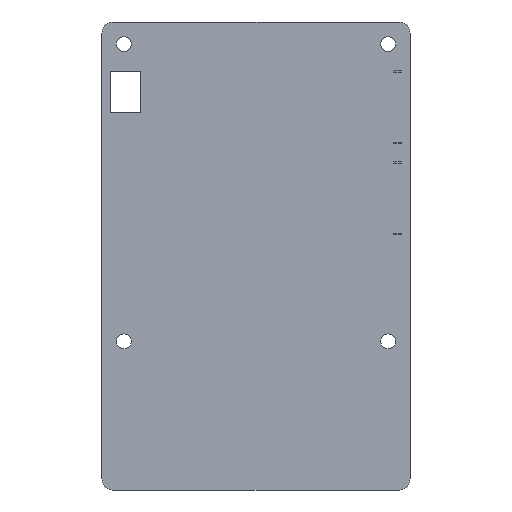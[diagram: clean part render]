
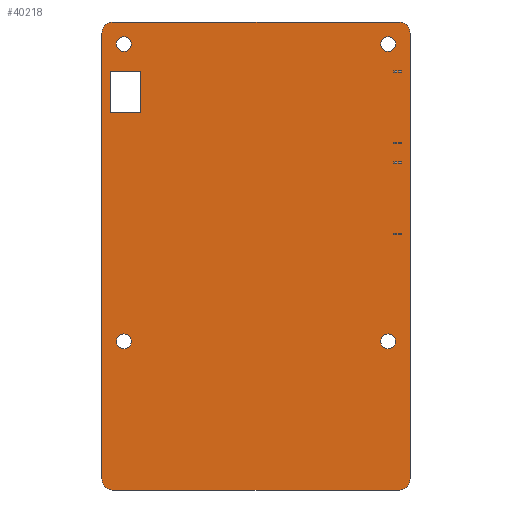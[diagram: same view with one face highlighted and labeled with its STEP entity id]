
A CAD part, front view. The second image highlights one B-rep face of the part: STEP entity #40218.
In plain terms, the highlighted planar face has unit normal (0, -1, 0).
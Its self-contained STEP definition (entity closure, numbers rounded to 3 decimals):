
#973=FACE_BOUND('',#6356,.T.);
#974=FACE_BOUND('',#6357,.T.);
#975=FACE_BOUND('',#6358,.T.);
#976=FACE_BOUND('',#6359,.T.);
#977=FACE_BOUND('',#6360,.T.);
#2318=CIRCLE('',#42954,1.35);
#2319=CIRCLE('',#42956,1.35);
#2320=CIRCLE('',#42958,1.35);
#2321=CIRCLE('',#42960,1.35);
#2322=CIRCLE('',#42963,2.);
#2323=CIRCLE('',#42966,2.);
#2324=CIRCLE('',#42969,2.);
#2325=CIRCLE('',#42972,2.);
#4202=FACE_OUTER_BOUND('',#6355,.T.);
#6355=EDGE_LOOP('',(#33211,#33212,#33213,#33214,#33215,#33216,#33217,#33218));
#6356=EDGE_LOOP('',(#33219,#33220,#33221,#33222));
#6357=EDGE_LOOP('',(#33223));
#6358=EDGE_LOOP('',(#33224));
#6359=EDGE_LOOP('',(#33225));
#6360=EDGE_LOOP('',(#33226));
#9564=LINE('',#65818,#13599);
#9570=LINE('',#65833,#13605);
#9574=LINE('',#65840,#13609);
#9577=LINE('',#65846,#13612);
#9579=LINE('',#65849,#13614);
#10042=LINE('',#68478,#14077);
#10045=LINE('',#68486,#14080);
#10048=LINE('',#68494,#14083);
#13599=VECTOR('',#50603,10.);
#13605=VECTOR('',#50615,10.);
#13609=VECTOR('',#50621,10.);
#13612=VECTOR('',#50626,10.);
#13614=VECTOR('',#50630,10.);
#14077=VECTOR('',#51449,10.);
#14080=VECTOR('',#51458,10.);
#14083=VECTOR('',#51467,10.);
#17262=VERTEX_POINT('',#65816);
#17263=VERTEX_POINT('',#65817);
#17268=VERTEX_POINT('',#65830);
#17269=VERTEX_POINT('',#65832);
#17271=VERTEX_POINT('',#65838);
#17273=VERTEX_POINT('',#65844);
#17720=VERTEX_POINT('',#68456);
#17721=VERTEX_POINT('',#68460);
#17722=VERTEX_POINT('',#68464);
#17723=VERTEX_POINT('',#68468);
#17724=VERTEX_POINT('',#68473);
#17725=VERTEX_POINT('',#68477);
#17726=VERTEX_POINT('',#68481);
#17727=VERTEX_POINT('',#68485);
#17728=VERTEX_POINT('',#68489);
#17729=VERTEX_POINT('',#68493);
#22286=EDGE_CURVE('',#17262,#17263,#9564,.T.);
#22292=EDGE_CURVE('',#17269,#17268,#9570,.T.);
#22296=EDGE_CURVE('',#17268,#17271,#9574,.T.);
#22299=EDGE_CURVE('',#17271,#17273,#9577,.T.);
#22301=EDGE_CURVE('',#17273,#17269,#9579,.T.);
#22968=EDGE_CURVE('',#17720,#17720,#2318,.T.);
#22970=EDGE_CURVE('',#17721,#17721,#2319,.T.);
#22972=EDGE_CURVE('',#17722,#17722,#2320,.T.);
#22974=EDGE_CURVE('',#17723,#17723,#2321,.T.);
#22975=EDGE_CURVE('',#17724,#17262,#2322,.T.);
#22977=EDGE_CURVE('',#17725,#17724,#10042,.T.);
#22979=EDGE_CURVE('',#17726,#17725,#2323,.T.);
#22981=EDGE_CURVE('',#17727,#17726,#10045,.T.);
#22983=EDGE_CURVE('',#17728,#17727,#2324,.T.);
#22985=EDGE_CURVE('',#17729,#17728,#10048,.T.);
#22987=EDGE_CURVE('',#17263,#17729,#2325,.T.);
#33211=ORIENTED_EDGE('',*,*,#22987,.F.);
#33212=ORIENTED_EDGE('',*,*,#22286,.F.);
#33213=ORIENTED_EDGE('',*,*,#22975,.F.);
#33214=ORIENTED_EDGE('',*,*,#22977,.F.);
#33215=ORIENTED_EDGE('',*,*,#22979,.F.);
#33216=ORIENTED_EDGE('',*,*,#22981,.F.);
#33217=ORIENTED_EDGE('',*,*,#22983,.F.);
#33218=ORIENTED_EDGE('',*,*,#22985,.F.);
#33219=ORIENTED_EDGE('',*,*,#22292,.T.);
#33220=ORIENTED_EDGE('',*,*,#22296,.T.);
#33221=ORIENTED_EDGE('',*,*,#22299,.T.);
#33222=ORIENTED_EDGE('',*,*,#22301,.T.);
#33223=ORIENTED_EDGE('',*,*,#22968,.T.);
#33224=ORIENTED_EDGE('',*,*,#22970,.T.);
#33225=ORIENTED_EDGE('',*,*,#22972,.T.);
#33226=ORIENTED_EDGE('',*,*,#22974,.T.);
#36133=PLANE('',#42974);
#40218=ADVANCED_FACE('',(#4202,#973,#974,#975,#976,#977),#36133,.F.);
#42954=AXIS2_PLACEMENT_3D('',#68458,#51423,#51424);
#42956=AXIS2_PLACEMENT_3D('',#68462,#51428,#51429);
#42958=AXIS2_PLACEMENT_3D('',#68466,#51433,#51434);
#42960=AXIS2_PLACEMENT_3D('',#68470,#51438,#51439);
#42963=AXIS2_PLACEMENT_3D('',#68474,#51444,#51445);
#42966=AXIS2_PLACEMENT_3D('',#68482,#51453,#51454);
#42969=AXIS2_PLACEMENT_3D('',#68490,#51462,#51463);
#42972=AXIS2_PLACEMENT_3D('',#68497,#51471,#51472);
#42974=AXIS2_PLACEMENT_3D('',#68499,#51475,#51476);
#50603=DIRECTION('',(1.,0.,0.));
#50615=DIRECTION('',(0.,0.,-1.));
#50621=DIRECTION('',(-1.,0.,0.));
#50626=DIRECTION('',(0.,0.,1.));
#50630=DIRECTION('',(1.,0.,0.));
#51423=DIRECTION('center_axis',(0.,1.,0.));
#51424=DIRECTION('ref_axis',(1.,0.,0.));
#51428=DIRECTION('center_axis',(0.,1.,0.));
#51429=DIRECTION('ref_axis',(1.,0.,0.));
#51433=DIRECTION('center_axis',(0.,1.,0.));
#51434=DIRECTION('ref_axis',(1.,0.,0.));
#51438=DIRECTION('center_axis',(0.,1.,0.));
#51439=DIRECTION('ref_axis',(1.,0.,0.));
#51444=DIRECTION('center_axis',(0.,1.,0.));
#51445=DIRECTION('ref_axis',(-1.,0.,0.));
#51449=DIRECTION('',(0.,0.,1.));
#51453=DIRECTION('center_axis',(0.,1.,0.));
#51454=DIRECTION('ref_axis',(0.,0.,
-1.));
#51458=DIRECTION('',(-1.,0.,0.));
#51462=DIRECTION('center_axis',(0.,1.,0.));
#51463=DIRECTION('ref_axis',(1.,0.,0.));
#51467=DIRECTION('',(0.,0.,-1.));
#51471=DIRECTION('center_axis',(0.,1.,0.));
#51472=DIRECTION('ref_axis',(0.,0.,
1.));
#51475=DIRECTION('center_axis',(0.,1.,0.));
#51476=DIRECTION('ref_axis',(0.,0.,
1.));
#65816=CARTESIAN_POINT('',(-18.358,0.,23.872));
#65817=CARTESIAN_POINT('',(33.642,0.,23.872));
#65818=CARTESIAN_POINT('',(-18.358,0.,23.872));
#65830=CARTESIAN_POINT('',(-13.358,0.,7.372));
#65832=CARTESIAN_POINT('',(-13.358,0.,14.872));
#65833=CARTESIAN_POINT('',(-13.358,0.,-5.628));
#65838=CARTESIAN_POINT('',(-18.858,0.,7.372));
#65840=CARTESIAN_POINT('',(-5.608,0.,7.372));
#65844=CARTESIAN_POINT('',(-18.858,0.,14.872));
#65846=CARTESIAN_POINT('',(-18.858,0.,-1.878));
#65849=CARTESIAN_POINT('',(-2.858,0.,14.872));
#68456=CARTESIAN_POINT('',(-17.708,0.,-34.128));
#68458=CARTESIAN_POINT('Origin',(-16.358,0.,
-34.128));
#68460=CARTESIAN_POINT('',(30.292,0.,19.872));
#68462=CARTESIAN_POINT('Origin',(31.642,0.,
19.872));
#68464=CARTESIAN_POINT('',(30.292,0.,-34.128));
#68466=CARTESIAN_POINT('Origin',(31.642,0.,-34.128));
#68468=CARTESIAN_POINT('',(-17.708,0.,19.872));
#68470=CARTESIAN_POINT('Origin',(-16.358,0.,
19.872));
#68473=CARTESIAN_POINT('',(-20.358,0.,21.872));
#68474=CARTESIAN_POINT('Origin',(-18.358,0.,
21.872));
#68477=CARTESIAN_POINT('',(-20.358,0.,-59.128));
#68478=CARTESIAN_POINT('',(-20.358,0.,-59.128));
#68481=CARTESIAN_POINT('',(-18.358,0.,-61.128));
#68482=CARTESIAN_POINT('Origin',(-18.358,0.,
-59.128));
#68485=CARTESIAN_POINT('',(33.642,0.,-61.128));
#68486=CARTESIAN_POINT('',(33.642,0.,-61.128));
#68489=CARTESIAN_POINT('',(35.642,0.,-59.128));
#68490=CARTESIAN_POINT('Origin',(33.642,0.,
-59.128));
#68493=CARTESIAN_POINT('',(35.642,0.,21.872));
#68494=CARTESIAN_POINT('',(35.642,0.,21.872));
#68497=CARTESIAN_POINT('Origin',(33.642,0.,
21.872));
#68499=CARTESIAN_POINT('Origin',(7.642,0.,
-18.628));
